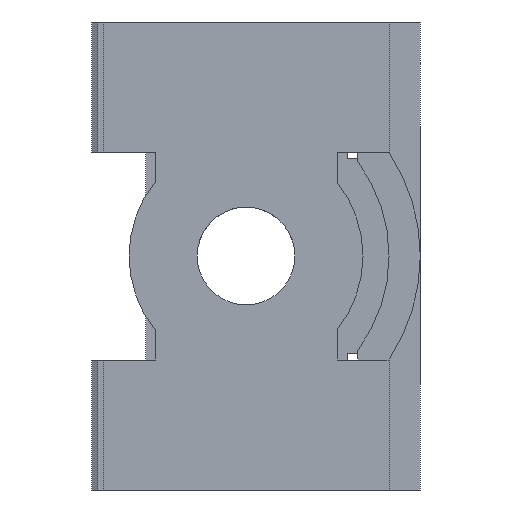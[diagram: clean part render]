
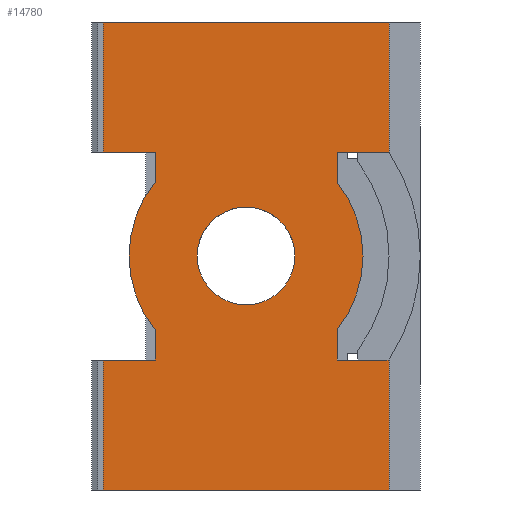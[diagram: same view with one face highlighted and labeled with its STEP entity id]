
A CAD part, front view. The second image highlights one B-rep face of the part: STEP entity #14780.
In plain terms, the highlighted planar face has unit normal (0, -1, 0).
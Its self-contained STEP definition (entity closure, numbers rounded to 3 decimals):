
#3650=CARTESIAN_POINT('',(302.5,195.273,-18.));
#3660=VERTEX_POINT('',#3650);
#4890=CARTESIAN_POINT('',(291.5,195.273,-18.));
#4900=VERTEX_POINT('',#4890);
#4930=CARTESIAN_POINT('',(293.2,195.273,-18.));
#4940=DIRECTION('',(1.,0.,0.));
#4950=VECTOR('',#4940,1.);
#4960=LINE('',#4930,#4950);
#4970=EDGE_CURVE('',#4900,#3660,#4960,.T.);
#5230=CARTESIAN_POINT('',(302.5,195.273,0.));
#5240=DIRECTION('',(0.,0.,1.));
#5250=VECTOR('',#5240,1.);
#5260=LINE('',#5230,#5250);
#5270=CARTESIAN_POINT('',(302.5,195.273,-13.));
#5280=VERTEX_POINT('',#5270);
#5290=EDGE_CURVE('',#3660,#5280,#5260,.T.);
#5640=CARTESIAN_POINT('',(302.5,195.273,-5.));
#5650=VERTEX_POINT('',#5640);
#5680=CARTESIAN_POINT('',(302.5,195.273,0.));
#5690=DIRECTION('',(0.,0.,1.));
#5700=VECTOR('',#5690,1.);
#5710=LINE('',#5680,#5700);
#5720=CARTESIAN_POINT('',(302.5,195.273,0.));
#5730=VERTEX_POINT('',#5720);
#5740=EDGE_CURVE('',#5650,#5730,#5710,.T.);
#9220=CARTESIAN_POINT('',(297.,195.273,-9.));
#9230=DIRECTION('',(0.,1.,0.));
#9240=DIRECTION('',(1.,0.,0.));
#9250=AXIS2_PLACEMENT_3D('',#9220,#9230,#9240);
#9260=CIRCLE('',#9250,1.88);
#9270=CARTESIAN_POINT('',(295.476,195.273,-7.9))
;
#9280=VERTEX_POINT('',#9270);
#9290=CARTESIAN_POINT('',(298.88,195.273,-9.));
#9300=VERTEX_POINT('',#9290);
#9310=EDGE_CURVE('',#9280,#9300,#9260,.T.);
#9540=CARTESIAN_POINT('',(295.12,195.273,-9.));
#9550=VERTEX_POINT('',#9540);
#9580=EDGE_CURVE('',#9550,#9280,#9260,.T.);
#10830=CARTESIAN_POINT('',(297.,195.273,-9.));
#10840=DIRECTION('',(0.,-1.,0.));
#10850=DIRECTION('',(0.,0.,-1.));
#10860=AXIS2_PLACEMENT_3D('',#10830,#10840,#10850);
#10870=CIRCLE('',#10860,4.5);
#10880=CARTESIAN_POINT('',(300.5,195.273,-11.828
));
#10890=VERTEX_POINT('',#10880);
#10900=CARTESIAN_POINT('',(300.5,195.273,-6.172
));
#10910=VERTEX_POINT('',#10900);
#10920=EDGE_CURVE('',#10890,#10910,#10870,.T.);
#11900=CARTESIAN_POINT('',(291.5,195.273,-5.));
#11910=VERTEX_POINT('',#11900);
#12240=CARTESIAN_POINT('',(291.5,195.273,0.));
#12250=VERTEX_POINT('',#12240);
#12280=CARTESIAN_POINT('',(291.5,195.273,0.));
#12290=DIRECTION('',(0.,0.,1.));
#12300=VECTOR('',#12290,1.);
#12310=LINE('',#12280,#12300);
#12320=EDGE_CURVE('',#11910,#12250,#12310,.T.);
#13790=CARTESIAN_POINT('',(294.73,195.273,-9.));
#13800=DIRECTION('',(0.,-1.,0.));
#13810=DIRECTION('',(0.,0.,-1.));
#13820=AXIS2_PLACEMENT_3D('',#13790,#13800,#13810);
#13830=PLANE('',#13820);
#13840=EDGE_CURVE('',#9300,#9550,#9260,.T.);
#13850=ORIENTED_EDGE('',*,*,#13840,.T.);
#13860=ORIENTED_EDGE('',*,*,#9310,.T.);
#13870=ORIENTED_EDGE('',*,*,#9580,.T.);
#13880=EDGE_LOOP('',(#13870,#13860,#13850));
#13890=FACE_BOUND('',#13880,.T.);
#13900=CARTESIAN_POINT('',(0.,195.273,-5.));
#13910=DIRECTION('',(1.,0.,0.));
#13920=VECTOR('',#13910,1.);
#13930=LINE('',#13900,#13920);
#13940=CARTESIAN_POINT('',(300.5,195.273,-5.));
#13950=VERTEX_POINT('',#13940);
#13960=EDGE_CURVE('',#13950,#5650,#13930,.T.);
#13970=ORIENTED_EDGE('',*,*,#13960,.T.);
#13980=CARTESIAN_POINT('',(300.5,195.273,0.));
#13990=DIRECTION('',(0.,0.,-1.));
#14000=VECTOR('',#13990,1.);
#14010=LINE('',#13980,#14000);
#14020=EDGE_CURVE('',#13950,#10910,#14010,.T.);
#14030=ORIENTED_EDGE('',*,*,#14020,.F.);
#14040=ORIENTED_EDGE('',*,*,#10920,.T.);
#14050=CARTESIAN_POINT('',(300.5,195.273,0.));
#14060=DIRECTION('',(0.,0.,-1.));
#14070=VECTOR('',#14060,1.);
#14080=LINE('',#14050,#14070);
#14090=CARTESIAN_POINT('',(300.5,195.273,-13.));
#14100=VERTEX_POINT('',#14090);
#14110=EDGE_CURVE('',#10890,#14100,#14080,.T.);
#14120=ORIENTED_EDGE('',*,*,#14110,.F.);
#14130=CARTESIAN_POINT('',(0.,195.273,-13.));
#14140=DIRECTION('',(-1.,0.,0.));
#14150=VECTOR('',#14140,1.);
#14160=LINE('',#14130,#14150);
#14170=EDGE_CURVE('',#5280,#14100,#14160,.T.);
#14180=ORIENTED_EDGE('',*,*,#14170,.T.);
#14190=ORIENTED_EDGE('',*,*,#5290,.T.);
#14200=ORIENTED_EDGE('',*,*,#4970,.T.);
#14210=CARTESIAN_POINT('',(291.5,195.273,0.));
#14220=DIRECTION('',(0.,0.,1.));
#14230=VECTOR('',#14220,1.);
#14240=LINE('',#14210,#14230);
#14250=CARTESIAN_POINT('',(291.5,195.273,-13.));
#14260=VERTEX_POINT('',#14250);
#14270=EDGE_CURVE('',#4900,#14260,#14240,.T.);
#14280=ORIENTED_EDGE('',*,*,#14270,.F.);
#14290=CARTESIAN_POINT('',(0.,195.273,-13.));
#14300=DIRECTION('',(1.,0.,0.));
#14310=VECTOR('',#14300,1.);
#14320=LINE('',#14290,#14310);
#14330=CARTESIAN_POINT('',(293.5,195.273,-13.));
#14340=VERTEX_POINT('',#14330);
#14350=EDGE_CURVE('',#14260,#14340,#14320,.T.);
#14360=ORIENTED_EDGE('',*,*,#14350,.F.);
#14370=CARTESIAN_POINT('',(293.5,195.273,0.));
#14380=DIRECTION('',(0.,0.,1.));
#14390=VECTOR('',#14380,1.);
#14400=LINE('',#14370,#14390);
#14410=CARTESIAN_POINT('',(293.5,195.273,-11.828
));
#14420=VERTEX_POINT('',#14410);
#14430=EDGE_CURVE('',#14340,#14420,#14400,.T.);
#14440=ORIENTED_EDGE('',*,*,#14430,.F.);
#14450=CARTESIAN_POINT('',(297.,195.273,-9.));
#14460=DIRECTION('',(0.,-1.,0.));
#14470=DIRECTION('',(0.,0.,-1.));
#14480=AXIS2_PLACEMENT_3D('',#14450,#14460,#14470);
#14490=CIRCLE('',#14480,4.5);
#14500=CARTESIAN_POINT('',(293.5,195.273,-6.172
));
#14510=VERTEX_POINT('',#14500);
#14520=EDGE_CURVE('',#14510,#14420,#14490,.T.);
#14530=ORIENTED_EDGE('',*,*,#14520,.T.);
#14540=CARTESIAN_POINT('',(293.5,195.273,0.));
#14550=DIRECTION('',(0.,0.,1.));
#14560=VECTOR('',#14550,1.);
#14570=LINE('',#14540,#14560);
#14580=CARTESIAN_POINT('',(293.5,195.273,-5.));
#14590=VERTEX_POINT('',#14580);
#14600=EDGE_CURVE('',#14510,#14590,#14570,.T.);
#14610=ORIENTED_EDGE('',*,*,#14600,.F.);
#14620=CARTESIAN_POINT('',(0.,195.273,-5.));
#14630=DIRECTION('',(1.,0.,0.));
#14640=VECTOR('',#14630,1.);
#14650=LINE('',#14620,#14640);
#14660=EDGE_CURVE('',#11910,#14590,#14650,.T.);
#14670=ORIENTED_EDGE('',*,*,#14660,.T.);
#14680=ORIENTED_EDGE('',*,*,#12320,.F.);
#14690=CARTESIAN_POINT('',(293.2,195.273,0.));
#14700=DIRECTION('',(1.,0.,0.));
#14710=VECTOR('',#14700,1.);
#14720=LINE('',#14690,#14710);
#14730=EDGE_CURVE('',#12250,#5730,#14720,.T.);
#14740=ORIENTED_EDGE('',*,*,#14730,.F.);
#14750=ORIENTED_EDGE('',*,*,#5740,.T.);
#14760=EDGE_LOOP('',(#14750,#14740,#14680,#14670,#14610,#14530,#14440,
#14360,#14280,#14200,#14190,#14180,#14120,#14040,#14030,#13970));
#14770=FACE_OUTER_BOUND('',#14760,.T.);
#14780=ADVANCED_FACE('',(#13890,#14770),#13830,.T.);
